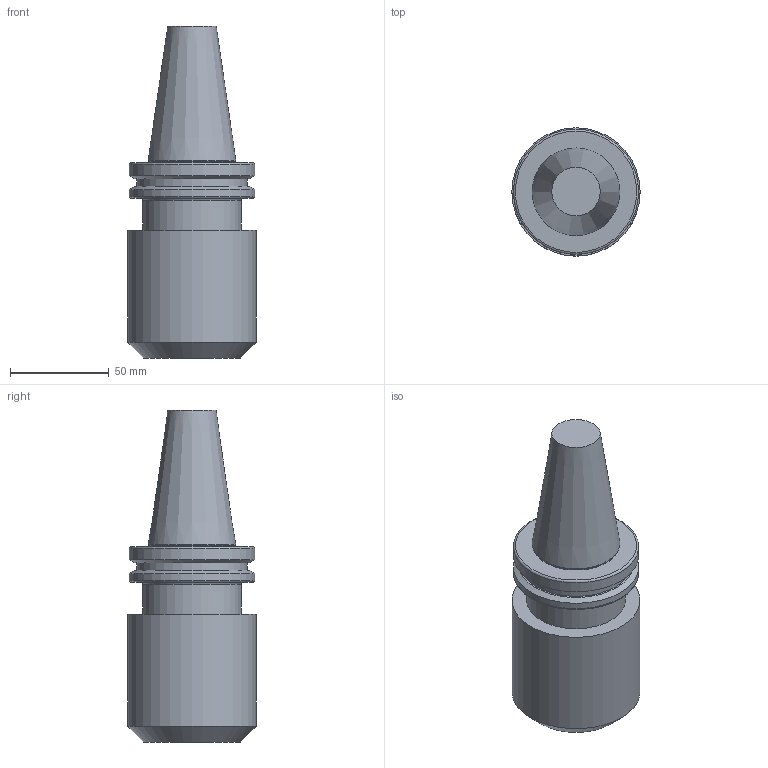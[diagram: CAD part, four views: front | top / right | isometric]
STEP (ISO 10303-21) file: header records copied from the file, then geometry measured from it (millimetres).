
FILE_DESCRIPTION(/* description */ ('3-D model version:1'),/* implementation_level */ '2;1');
FILE_NAME(/* name */ '392.54023-4025100',/* time_stamp */ '2016-12-02T13:59:07',/* author */ ('InteractiveCad'),/* organization */ ('AB Sandvik Coromant'),/* preprocessor_version */ 'ST-DEVELOPER v11',/* originating_system */ 'SIEMENS UGS NX 6.0',/* authorization */ '');
FILE_SCHEMA(('AUTOMOTIVE_DESIGN'));
Length unit declared in the file: millimetre
Products named in the file (1): 392.54023_4025100_635176191607401712_1_stp
Bounding box: 65 x 65 x 168.25 mm (x, y, z)
Volume: 361295.8 mm3; surface area: 34564.1 mm2
Topology: 1 solids, 1 shells, 21 faces, 34 edges, 20 vertices
Faces by surface type: plane 7, cylinder 6, cone 5, torus 3
Full cylindrical faces by diameter (mm): 43.85 x1, 50 x1, 56 x1, 63.5 x2, 65 x1
Entity records: 452 total; most frequent: DIRECTION 90, CARTESIAN_POINT 65, AXIS2_PLACEMENT_3D 45, EDGE_LOOP 40, ORIENTED_EDGE 40, FACE_BOUND 38, ADVANCED_FACE 21, VERTEX_POINT 20
